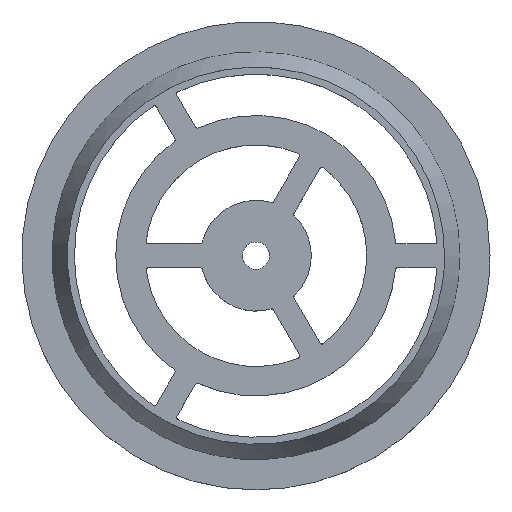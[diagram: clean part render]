
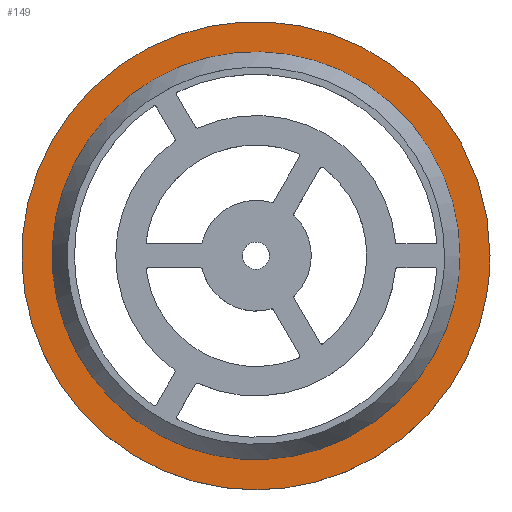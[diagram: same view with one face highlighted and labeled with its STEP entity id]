
A CAD part, top view. The second image highlights one B-rep face of the part: STEP entity #149.
In plain terms, the highlighted free-form (B-spline) face has degree [1, 1] with [2, 2] control points.
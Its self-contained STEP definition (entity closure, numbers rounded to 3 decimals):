
#1 = CARTESIAN_POINT ('', (8.65, 0., 46.65));
#2 = VERTEX_POINT ('', #1);
#10 = CARTESIAN_POINT ('', (8.65, 0., 46.65));
#11 = CARTESIAN_POINT ('', (8.65, 8.65, 46.65));
#12 = CARTESIAN_POINT ('', (0., 8.65, 46.65));
#13 = CARTESIAN_POINT ('', (-8.65, 8.65, 46.65));
#14 = CARTESIAN_POINT ('', (-8.65, 0., 46.65));
#15 = CARTESIAN_POINT ('', (-8.65, -8.65, 46.65));
#16 = CARTESIAN_POINT ('', (0., -8.65, 46.65));
#17 = CARTESIAN_POINT ('', (8.65, -8.65, 46.65));
#18 = CARTESIAN_POINT ('', (8.65, 0., 46.65));
#19 = (
   BOUNDED_CURVE ()
   B_SPLINE_CURVE (2, (#10, #11, #12, #13, #14, #15, #16, #17, #18), .UNSPECIFIED., .T., .U.)
   B_SPLINE_CURVE_WITH_KNOTS ((3, 2, 2, 2, 3), (0., 0.25, 0.5, 0.75, 1.), .UNSPECIFIED.)
   CURVE ()
   GEOMETRIC_REPRESENTATION_ITEM ()
   RATIONAL_B_SPLINE_CURVE ((1., 0.707, 1., 0.707, 1., 0.707, 1., 0.707, 1.))
   REPRESENTATION_ITEM ('')
);
#20 = EDGE_CURVE ('', #2, #2, #19, .T.);
#95 = CARTESIAN_POINT ('', (9.93, 0., 46.65));
#96 = VERTEX_POINT ('', #95);
#104 = CARTESIAN_POINT ('', (9.93, 0., 46.65));
#105 = CARTESIAN_POINT ('', (9.93, 9.93, 46.65));
#106 = CARTESIAN_POINT ('', (0., 9.93, 46.65));
#107 = CARTESIAN_POINT ('', (-9.93, 9.93, 46.65));
#108 = CARTESIAN_POINT ('', (-9.93, 0., 46.65));
#109 = CARTESIAN_POINT ('', (-9.93, -9.93, 46.65));
#110 = CARTESIAN_POINT ('', (0., -9.93, 46.65));
#111 = CARTESIAN_POINT ('', (9.93, -9.93, 46.65));
#112 = CARTESIAN_POINT ('', (9.93, 0., 46.65));
#113 = (
   BOUNDED_CURVE ()
   B_SPLINE_CURVE (2, (#104, #105, #106, #107, #108, #109, #110, #111, #112), .UNSPECIFIED., .T., .U.)
   B_SPLINE_CURVE_WITH_KNOTS ((3, 2, 2, 2, 3), (0., 0.25, 0.5, 0.75, 1.), .UNSPECIFIED.)
   CURVE ()
   GEOMETRIC_REPRESENTATION_ITEM ()
   RATIONAL_B_SPLINE_CURVE ((1., 0.707, 1., 0.707, 1., 0.707, 1., 0.707, 1.))
   REPRESENTATION_ITEM ('')
);
#114 = EDGE_CURVE ('', #96, #96, #113, .T.);
#138 = ORIENTED_EDGE ('', *, *, #114, .F.);
#139 = EDGE_LOOP ('', (#138));
#140 = FACE_OUTER_BOUND ('', #139, .F.);
#141 = ORIENTED_EDGE ('', *, *, #20, .T.);
#142 = EDGE_LOOP ('', (#141));
#143 = FACE_BOUND ('', #142, .F.);
#144 = CARTESIAN_POINT ('', (-10.923, -10.923, 46.65));
#145 = CARTESIAN_POINT ('', (10.923, -10.923, 46.65));
#146 = CARTESIAN_POINT ('', (-10.923, 10.923, 46.65));
#147 = CARTESIAN_POINT ('', (10.923, 10.923, 46.65));
#148 = B_SPLINE_SURFACE_WITH_KNOTS ('', 1, 1, ((#144, #145), (#146, #147)), .UNSPECIFIED., .F., .F., .U., (2, 2), (2, 2), (0., 1.), (0., 1.), .UNSPECIFIED.);
#149 = ADVANCED_FACE ('', (#140, #143), #148, .F.);
